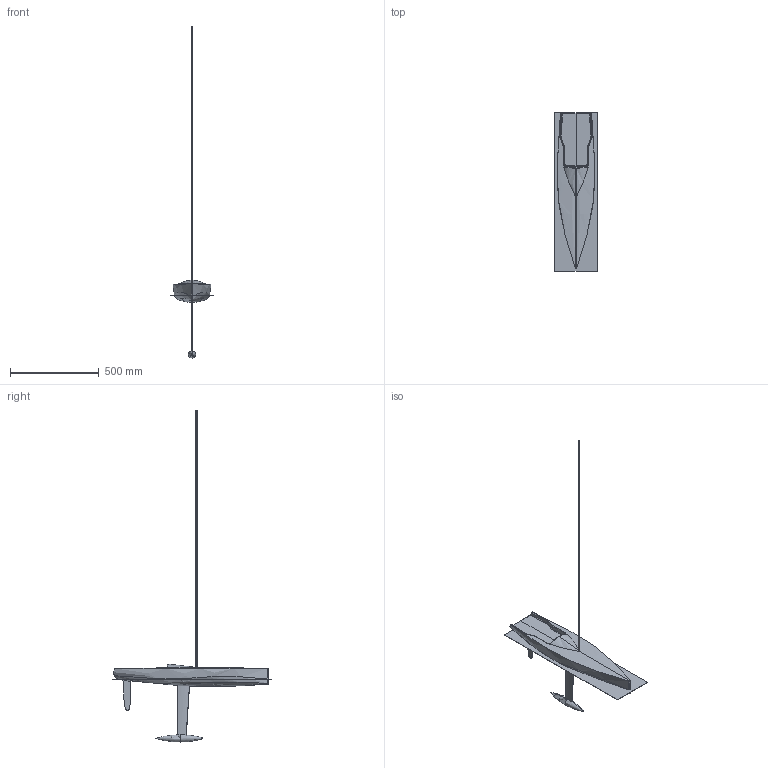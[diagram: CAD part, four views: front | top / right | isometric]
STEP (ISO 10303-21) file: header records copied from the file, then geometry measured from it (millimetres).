
FILE_DESCRIPTION(('OneSpaceDesigner STEP Export'),'2;1');
FILE_NAME('Phoenix RC model.stp','2021-01-21T21:18:20',(''),(''),'OneSpace Designer STEP processor for AP214 (Solid Model)','OneSpace Designer 14.50 18-Oct-2006 (C) CoCreate Software GmbH','');
FILE_SCHEMA(('AUTOMOTIVE_DESIGN { 1 0 10303 214 1 1 1 1 }'));
Length unit declared in the file: millimetre
Products named in the file (9): Romp.2; Dak.2; Mast; Romp.1; Dak.1; Zwaard; Roerblad; Water; 140617_Phoenix_RC
Assembly tree (8 placements, depth 2):
  140617_Phoenix_RC
    Water
    Roerblad
    Zwaard
    Dak.1
    Romp.1
    Mast
    Dak.2
    Romp.2
Bounding box: 240 x 894.7 x 1870.21 mm (x, y, z)
Volume: 11166960.3 mm3; surface area: 939765.4 mm2
Topology: 8 solids, 8 shells, 141 faces, 346 edges, 217 vertices
Faces by surface type: bspline 52, plane 46, cylinder 23, sphere 8, extrusion 6, torus 4, cone 2
Entity records: 13052 total; most frequent: CARTESIAN_POINT 10135, ORIENTED_EDGE 680, DIRECTION 361, EDGE_CURVE 340, VERTEX_POINT 217, EDGE_LOOP 147, FACE_OUTER_BOUND 141, ADVANCED_FACE 141
